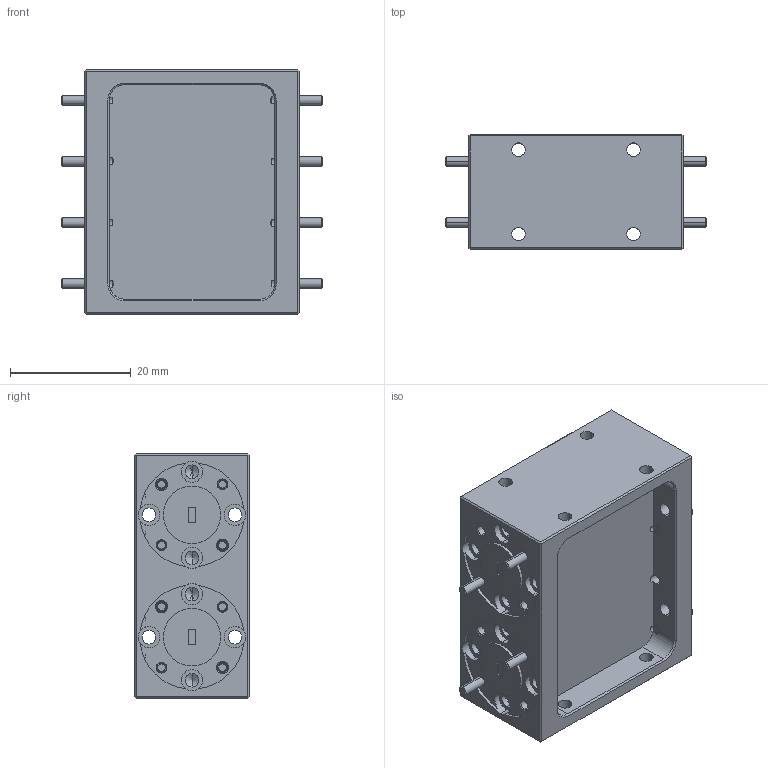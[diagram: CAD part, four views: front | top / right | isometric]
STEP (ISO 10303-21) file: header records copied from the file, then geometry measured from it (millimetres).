
FILE_DESCRIPTION (( 'STEP AP203' ), '1' );
FILE_NAME ('WZ-WB-A.STEP', '2024-02-28T00:18:53', ( '' ), ( '' ), 'SwSTEP 2.0', 'SolidWorks 2021', '' );
FILE_SCHEMA (( 'CONFIG_CONTROL_DESIGN' ));
Length unit declared in the file: inch
Products named in the file (1): WZ-WB-A
Bounding box: 43.31 x 19.05 x 40.64 mm (x, y, z)
Volume: 16676.6 mm3; surface area: 10010.5 mm2
Topology: 35 solids, 35 shells, 1096 faces, 2314 edges, 1356 vertices
Faces by surface type: cone 390, plane 390, cylinder 316
Entity records: 29857 total; most frequent: CARTESIAN_POINT 5973, DIRECTION 5324, ORIENTED_EDGE 4596, EDGE_CURVE 2298, AXIS2_PLACEMENT_3D 2143, VERTEX_POINT 1356, EDGE_LOOP 1244, ADVANCED_FACE 1096
